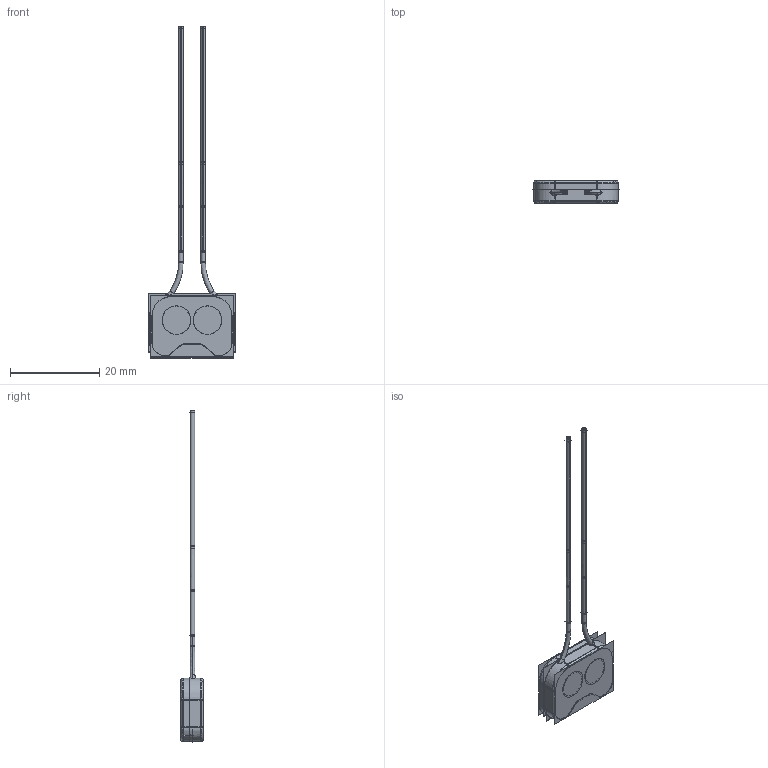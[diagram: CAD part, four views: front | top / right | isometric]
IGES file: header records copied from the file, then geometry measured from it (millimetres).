
Start section:  PTC IGES file: 166390.igs
Global section: file name: 166390.igs; native system: Creo Parametric by Parametric Technology Corporation; preprocessor: 2013230; author: pdmadmin; organization: Unknown; date: 20160105.125201; units: millimetre
Bounding box: 19.76 x 5 x 74.6 mm (x, y, z)
Volume: 1012.1 mm3; surface area: 13762.3 mm2
Topology: 10 solids, 12 shells, 1192 faces, 6060 edges, 7648 vertices
Faces by surface type: revolution 632, bspline 560
